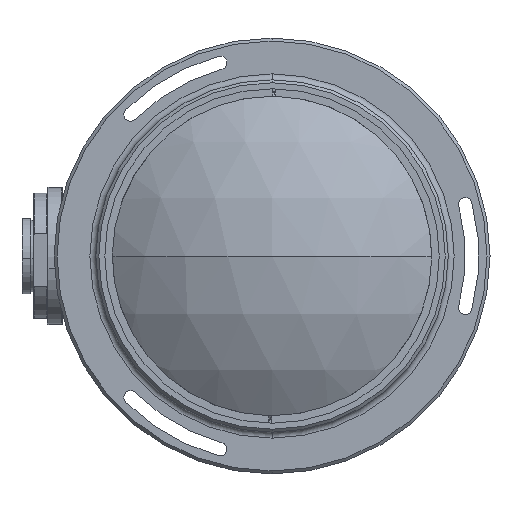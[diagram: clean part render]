
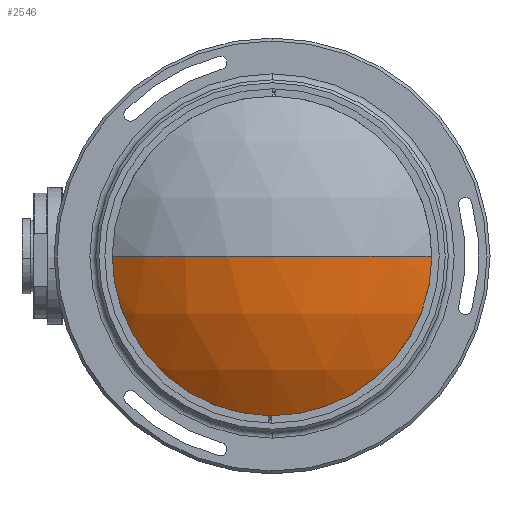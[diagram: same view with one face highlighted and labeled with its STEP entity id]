
A CAD part, left-side view. The second image highlights one B-rep face of the part: STEP entity #2546.
In plain terms, the highlighted spherical face has radius 89.354 mm.
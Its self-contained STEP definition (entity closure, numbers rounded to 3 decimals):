
#296 = SPHERICAL_SURFACE ( 'NONE', #1245, 89.354 ) ;
#496 = AXIS2_PLACEMENT_3D ( 'NONE', #3826, #10650, #9554 ) ;
#568 = CARTESIAN_POINT ( 'NONE',  ( 18.933, -55., 0. ) ) ;
#689 = ORIENTED_EDGE ( 'NONE', *, *, #9163, .T. ) ;
#944 = DIRECTION ( 'NONE',  ( 0., 1., 0. ) ) ;
#1184 = ORIENTED_EDGE ( 'NONE', *, *, #6119, .F. ) ;
#1245 = AXIS2_PLACEMENT_3D ( 'NONE', #7446, #2823, #7489 ) ;
#1315 = CARTESIAN_POINT ( 'NONE',  ( 0., 0., 0. ) ) ;
#1586 = EDGE_LOOP ( 'NONE', ( #10791, #689, #1184 ) ) ;
#1866 = CIRCLE ( 'NONE', #496, 89.354 ) ;
#2421 = VERTEX_POINT ( 'NONE', #1315 ) ;
#2546 = ADVANCED_FACE ( 'NONE', ( #8212 ), #296, .T. ) ;
#2823 = DIRECTION ( 'NONE',  ( 0., 0., -1. ) ) ;
#2956 = EDGE_CURVE ( 'NONE', #3308, #8154, #6555, .T. ) ;
#2957 = DIRECTION ( 'NONE',  ( 0., 0., -1. ) ) ;
#3308 = VERTEX_POINT ( 'NONE', #11017 ) ;
#3511 = AXIS2_PLACEMENT_3D ( 'NONE', #4658, #11357, #5616 ) ;
#3826 = CARTESIAN_POINT ( 'NONE',  ( 89.354, 0., 0. ) ) ;
#4658 = CARTESIAN_POINT ( 'NONE',  ( 18.933, 0., 0. ) ) ;
#5616 = DIRECTION ( 'NONE',  ( 0., 0., 1. ) ) ;
#6119 = EDGE_CURVE ( 'NONE', #3308, #2421, #1866, .T. ) ;
#6555 = CIRCLE ( 'NONE', #3511, 55. ) ;
#7446 = CARTESIAN_POINT ( 'NONE',  ( 89.354, 0., 0. ) ) ;
#7489 = DIRECTION ( 'NONE',  ( 0., 1., 0. ) ) ;
#8154 = VERTEX_POINT ( 'NONE', #568 ) ;
#8212 = FACE_OUTER_BOUND ( 'NONE', #1586, .T. ) ;
#9163 = EDGE_CURVE ( 'NONE', #8154, #2421, #9590, .T. ) ;
#9554 = DIRECTION ( 'NONE',  ( 1., 0., 0. ) ) ;
#9590 = CIRCLE ( 'NONE', #11016, 89.354 ) ;
#10650 = DIRECTION ( 'NONE',  ( 0., 0., 1. ) ) ;
#10791 = ORIENTED_EDGE ( 'NONE', *, *, #2956, .T. ) ;
#11016 = AXIS2_PLACEMENT_3D ( 'NONE', #11519, #2957, #944 ) ;
#11017 = CARTESIAN_POINT ( 'NONE',  ( 18.933, 55., 0. ) ) ;
#11357 = DIRECTION ( 'NONE',  ( -1., 0., 0. ) ) ;
#11519 = CARTESIAN_POINT ( 'NONE',  ( 89.354, 0., 0. ) ) ;
